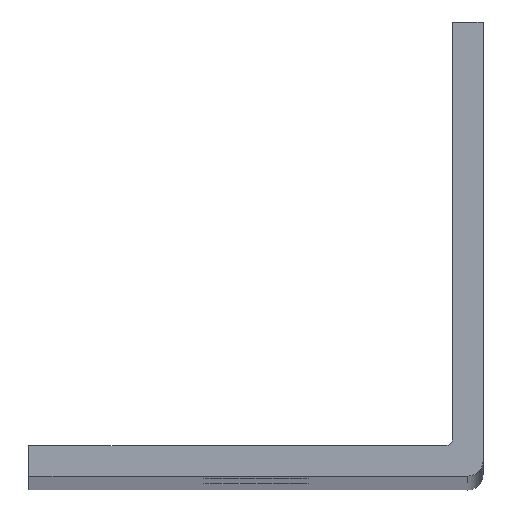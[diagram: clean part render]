
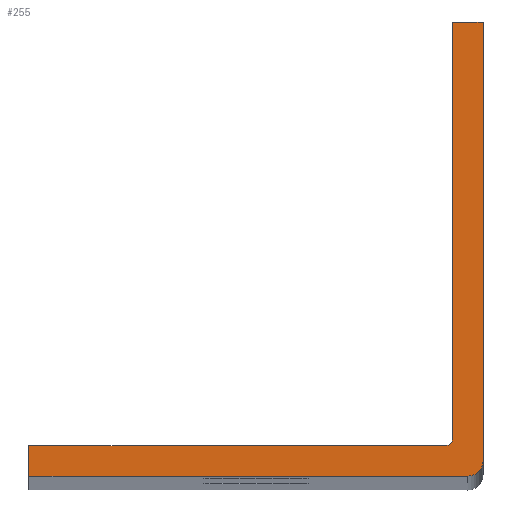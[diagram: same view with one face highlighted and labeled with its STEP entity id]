
A CAD part, top view. The second image highlights one B-rep face of the part: STEP entity #255.
In plain terms, the highlighted planar face has unit normal (0, 0, 1).
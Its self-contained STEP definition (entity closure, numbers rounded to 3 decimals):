
#28=PLANE('',#292);
#41=FACE_OUTER_BOUND('',#60,.T.);
#60=EDGE_LOOP('',(#230,#231,#232,#233,#234,#235,#236,#237));
#63=LINE('',#376,#86);
#68=LINE('',#385,#91);
#75=LINE('',#410,#98);
#80=LINE('',#425,#103);
#81=LINE('',#428,#104);
#83=LINE('',#431,#106);
#86=VECTOR('',#305,10.);
#91=VECTOR('',#312,10.);
#98=VECTOR('',#335,10.);
#103=VECTOR('',#354,10.);
#104=VECTOR('',#357,10.);
#106=VECTOR('',#361,10.);
#107=CIRCLE('',#271,0.5);
#113=CIRCLE('',#280,1.);
#117=VERTEX_POINT('',#366);
#118=VERTEX_POINT('',#367);
#121=VERTEX_POINT('',#375);
#124=VERTEX_POINT('',#383);
#130=VERTEX_POINT('',#396);
#131=VERTEX_POINT('',#398);
#134=VERTEX_POINT('',#409);
#138=VERTEX_POINT('',#427);
#139=EDGE_CURVE('',#117,#118,#107,.T.);
#143=EDGE_CURVE('',#118,#121,#63,.T.);
#148=EDGE_CURVE('',#117,#124,#68,.F.);
#154=EDGE_CURVE('',#130,#131,#113,.T.);
#160=EDGE_CURVE('',#134,#131,#75,.F.);
#168=EDGE_CURVE('',#134,#124,#80,.T.);
#169=EDGE_CURVE('',#121,#138,#81,.T.);
#171=EDGE_CURVE('',#130,#138,#83,.F.);
#230=ORIENTED_EDGE('',*,*,#148,.T.);
#231=ORIENTED_EDGE('',*,*,#168,.F.);
#232=ORIENTED_EDGE('',*,*,#160,.T.);
#233=ORIENTED_EDGE('',*,*,#154,.F.);
#234=ORIENTED_EDGE('',*,*,#171,.T.);
#235=ORIENTED_EDGE('',*,*,#169,.F.);
#236=ORIENTED_EDGE('',*,*,#143,.F.);
#237=ORIENTED_EDGE('',*,*,#139,.F.);
#255=ADVANCED_FACE('',(#41),#28,.F.);
#271=AXIS2_PLACEMENT_3D('',#368,#297,#298);
#280=AXIS2_PLACEMENT_3D('',#399,#324,#325);
#292=AXIS2_PLACEMENT_3D('',#432,#362,#363);
#297=DIRECTION('center_axis',(0.,0.,
1.));
#298=DIRECTION('ref_axis',(0.707,-0.707,0.));
#305=DIRECTION('',(0.,1.,0.));
#312=DIRECTION('',(1.,0.,0.));
#324=DIRECTION('center_axis',(0.,0.,
-1.));
#325=DIRECTION('ref_axis',(0.707,-0.707,0.));
#335=DIRECTION('',(-1.,0.,0.));
#354=DIRECTION('',(0.,1.,0.));
#357=DIRECTION('',(1.,0.,0.));
#361=DIRECTION('',(0.,-1.,0.));
#362=DIRECTION('center_axis',(0.,0.,
-1.));
#363=DIRECTION('ref_axis',(1.,0.,0.));
#366=CARTESIAN_POINT('',(27.5,2.,526.));
#367=CARTESIAN_POINT('',(28.,2.5,526.));
#368=CARTESIAN_POINT('Origin',(27.5,2.5,526.));
#375=CARTESIAN_POINT('',(28.,30.,526.));
#376=CARTESIAN_POINT('',(28.,7.25,526.));
#383=CARTESIAN_POINT('',(0.,2.,526.));
#385=CARTESIAN_POINT('',(11.25,2.,526.));
#396=CARTESIAN_POINT('',(30.,1.,526.));
#398=CARTESIAN_POINT('',(29.,0.,526.));
#399=CARTESIAN_POINT('Origin',(29.,1.,526.));
#409=CARTESIAN_POINT('',(0.,0.,526.));
#410=CARTESIAN_POINT('',(23.75,0.,526.));
#425=CARTESIAN_POINT('',(0.,6.25,526.));
#427=CARTESIAN_POINT('',(30.,30.,526.));
#428=CARTESIAN_POINT('',(22.75,30.,526.));
#431=CARTESIAN_POINT('',(30.,18.75,526.));
#432=CARTESIAN_POINT('Origin',(17.5,12.5,526.));
